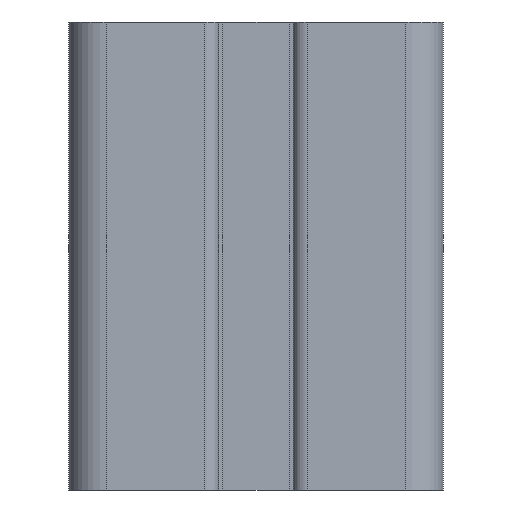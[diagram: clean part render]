
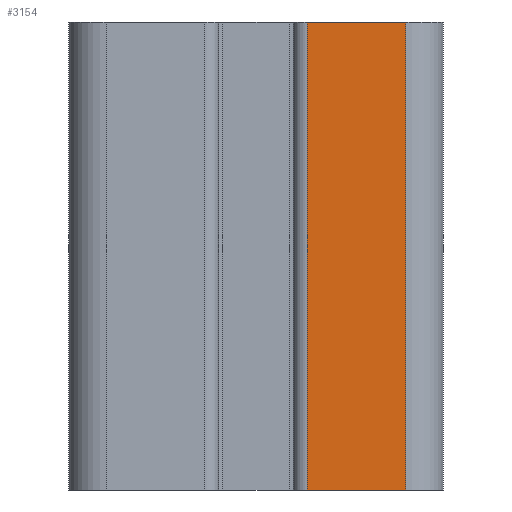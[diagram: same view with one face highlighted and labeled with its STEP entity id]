
A CAD part, front view. The second image highlights one B-rep face of the part: STEP entity #3154.
In plain terms, the highlighted planar face has unit normal (0, -1, 0).
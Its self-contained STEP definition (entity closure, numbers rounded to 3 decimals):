
#31 = VERTEX_POINT ( 'NONE', #4960 ) ;
#84 = FACE_OUTER_BOUND ( 'NONE', #3315, .T. ) ;
#153 = EDGE_CURVE ( 'NONE', #31, #3046, #4746, .T. ) ;
#217 = ORIENTED_EDGE ( 'NONE', *, *, #153, .F. ) ;
#596 = LINE ( 'NONE', #5101, #1953 ) ;
#794 = CARTESIAN_POINT ( 'NONE',  ( 16., -20., 25. ) ) ;
#1121 = LINE ( 'NONE', #4043, #2747 ) ;
#1651 = VERTEX_POINT ( 'NONE', #2000 ) ;
#1811 = DIRECTION ( 'NONE',  ( 1., 0., 0. ) ) ;
#1953 = VECTOR ( 'NONE', #2665, 1000. ) ;
#2000 = CARTESIAN_POINT ( 'NONE',  ( 16., -20., -25. ) ) ;
#2246 = CARTESIAN_POINT ( 'NONE',  ( 5.5, -20., 25. ) ) ;
#2665 = DIRECTION ( 'NONE',  ( 1., 0., 0. ) ) ;
#2672 = VERTEX_POINT ( 'NONE', #3208 ) ;
#2705 = ORIENTED_EDGE ( 'NONE', *, *, #3782, .F. ) ;
#2721 = ORIENTED_EDGE ( 'NONE', *, *, #4723, .T. ) ;
#2747 = VECTOR ( 'NONE', #4017, 1000. ) ;
#2934 = DIRECTION ( 'NONE',  ( 0., 1., 0. ) ) ;
#2991 = DIRECTION ( 'NONE',  ( 0., 0., 1. ) ) ;
#3000 = AXIS2_PLACEMENT_3D ( 'NONE', #4959, #2934, #2991 ) ;
#3046 = VERTEX_POINT ( 'NONE', #4602 ) ;
#3154 = ADVANCED_FACE ( 'NONE', ( #84 ), #5074, .F. ) ;
#3197 = VECTOR ( 'NONE', #5250, 1000. ) ;
#3208 = CARTESIAN_POINT ( 'NONE',  ( 5.5, -20., -25. ) ) ;
#3256 = EDGE_CURVE ( 'NONE', #2672, #1651, #596, .T. ) ;
#3315 = EDGE_LOOP ( 'NONE', ( #5163, #2705, #217, #2721 ) ) ;
#3782 = EDGE_CURVE ( 'NONE', #3046, #1651, #4002, .T. ) ;
#4002 = LINE ( 'NONE', #794, #3197 ) ;
#4017 = DIRECTION ( 'NONE',  ( 0., 0., -1. ) ) ;
#4043 = CARTESIAN_POINT ( 'NONE',  ( 5.5, -20., 25. ) ) ;
#4594 = VECTOR ( 'NONE', #1811, 1000. ) ;
#4602 = CARTESIAN_POINT ( 'NONE',  ( 16., -20., 25. ) ) ;
#4723 = EDGE_CURVE ( 'NONE', #31, #2672, #1121, .T. ) ;
#4746 = LINE ( 'NONE', #2246, #4594 ) ;
#4959 = CARTESIAN_POINT ( 'NONE',  ( 5.5, -20., 25. ) ) ;
#4960 = CARTESIAN_POINT ( 'NONE',  ( 5.5, -20., 25. ) ) ;
#5074 = PLANE ( 'NONE',  #3000 ) ;
#5101 = CARTESIAN_POINT ( 'NONE',  ( 5.5, -20., -25. ) ) ;
#5163 = ORIENTED_EDGE ( 'NONE', *, *, #3256, .T. ) ;
#5250 = DIRECTION ( 'NONE',  ( 0., 0., -1. ) ) ;
